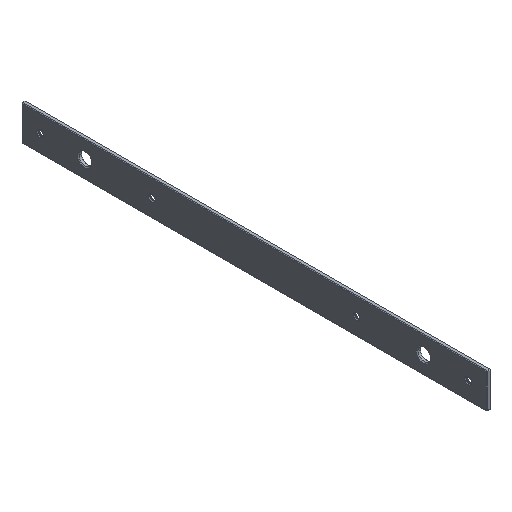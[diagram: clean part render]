
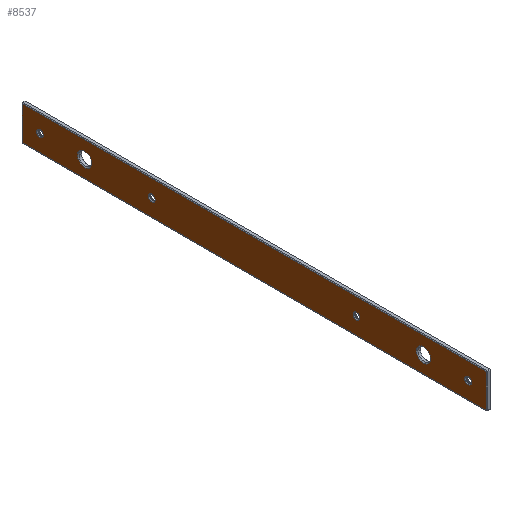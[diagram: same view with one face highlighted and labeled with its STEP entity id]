
A CAD part, isometric view. The second image highlights one B-rep face of the part: STEP entity #8537.
In plain terms, the highlighted planar face has unit normal (-1, 0, 0).
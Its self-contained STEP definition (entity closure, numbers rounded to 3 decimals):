
#1720=DIRECTION('',(0.,1.,0.));
#1721=VECTOR('',#1720,593.);
#1722=CARTESIAN_POINT('',(273.,-296.5,-161.5));
#1723=LINE('',#1722,#1721);
#1755=DIRECTION('',(0.,0.,1.));
#1756=VECTOR('',#1755,43.);
#1757=CARTESIAN_POINT('',(273.,296.5,-161.5));
#1758=LINE('',#1757,#1756);
#1895=DIRECTION('',(0.,0.,-1.));
#1896=VECTOR('',#1895,43.);
#1897=CARTESIAN_POINT('',(273.,-296.5,-118.5));
#1898=LINE('',#1897,#1896);
#1909=CARTESIAN_POINT('',(273.,273.5,-140.));
#1910=DIRECTION('',(1.,0.,0.));
#1911=DIRECTION('',(0.,0.,1.));
#1912=AXIS2_PLACEMENT_3D('',#1909,#1910,#1911);
#1917=CARTESIAN_POINT('',(273.,273.5,-140.));
#1918=DIRECTION('',(1.,0.,0.));
#1919=DIRECTION('',(0.,0.,-1.));
#1920=AXIS2_PLACEMENT_3D('',#1917,#1918,#1919);
#1925=CARTESIAN_POINT('',(273.,-273.5,-140.));
#1926=DIRECTION('',(1.,0.,0.));
#1927=DIRECTION('',(0.,0.,1.));
#1928=AXIS2_PLACEMENT_3D('',#1925,#1926,#1927);
#1933=CARTESIAN_POINT('',(273.,-273.5,-140.));
#1934=DIRECTION('',(1.,0.,0.));
#1935=DIRECTION('',(0.,0.,-1.));
#1936=AXIS2_PLACEMENT_3D('',#1933,#1934,#1935);
#1941=CARTESIAN_POINT('',(273.,-130.75,-140.));
#1942=DIRECTION('',(1.,0.,0.));
#1943=DIRECTION('',(0.,0.,1.));
#1944=AXIS2_PLACEMENT_3D('',#1941,#1942,#1943);
#1949=CARTESIAN_POINT('',(273.,-130.75,-140.));
#1950=DIRECTION('',(1.,0.,0.));
#1951=DIRECTION('',(0.,0.,-1.));
#1952=AXIS2_PLACEMENT_3D('',#1949,#1950,#1951);
#1957=CARTESIAN_POINT('',(273.,130.75,-140.));
#1958=DIRECTION('',(1.,0.,0.));
#1959=DIRECTION('',(0.,0.,1.));
#1960=AXIS2_PLACEMENT_3D('',#1957,#1958,#1959);
#1965=CARTESIAN_POINT('',(273.,130.75,-140.));
#1966=DIRECTION('',(1.,0.,0.));
#1967=DIRECTION('',(0.,0.,-1.));
#1968=AXIS2_PLACEMENT_3D('',#1965,#1966,#1967);
#1973=CARTESIAN_POINT('',(273.,216.5,-140.));
#1974=DIRECTION('',(1.,0.,0.));
#1975=DIRECTION('',(0.,0.,1.));
#1976=AXIS2_PLACEMENT_3D('',#1973,#1974,#1975);
#1981=CARTESIAN_POINT('',(273.,216.5,-140.));
#1982=DIRECTION('',(1.,0.,0.));
#1983=DIRECTION('',(0.,0.,-1.));
#1984=AXIS2_PLACEMENT_3D('',#1981,#1982,#1983);
#1989=CARTESIAN_POINT('',(273.,-216.5,-140.));
#1990=DIRECTION('',(1.,0.,0.));
#1991=DIRECTION('',(0.,0.,1.));
#1992=AXIS2_PLACEMENT_3D('',#1989,#1990,#1991);
#1997=CARTESIAN_POINT('',(273.,-216.5,-140.));
#1998=DIRECTION('',(1.,0.,0.));
#1999=DIRECTION('',(0.,0.,-1.));
#2000=AXIS2_PLACEMENT_3D('',#1997,#1998,#1999);
#2005=DIRECTION('',(0.,-1.,0.));
#2006=VECTOR('',#2005,593.);
#2007=CARTESIAN_POINT('',(273.,296.5,-118.5));
#2008=LINE('',#2007,#2006);
#6829=CARTESIAN_POINT('',(273.,-296.5,-118.5));
#6830=CARTESIAN_POINT('',(273.,-296.5,-161.5));
#6831=VERTEX_POINT('',#6829);
#6832=VERTEX_POINT('',#6830);
#6833=CARTESIAN_POINT('',(273.,296.5,-118.5));
#6834=VERTEX_POINT('',#6833);
#6835=CARTESIAN_POINT('',(273.,296.5,-161.5));
#6836=VERTEX_POINT('',#6835);
#7331=CARTESIAN_POINT('',(273.,273.5,-135.7));
#7332=VERTEX_POINT('',#7331);
#7333=CARTESIAN_POINT('',(273.,273.5,-144.3));
#7334=VERTEX_POINT('',#7333);
#7343=CARTESIAN_POINT('',(273.,-273.5,-135.7));
#7344=VERTEX_POINT('',#7343);
#7345=CARTESIAN_POINT('',(273.,-273.5,-144.3));
#7346=VERTEX_POINT('',#7345);
#7355=CARTESIAN_POINT('',(273.,-130.75,-135.7));
#7356=VERTEX_POINT('',#7355);
#7357=CARTESIAN_POINT('',(273.,-130.75,-144.3));
#7358=VERTEX_POINT('',#7357);
#7367=CARTESIAN_POINT('',(273.,130.75,-135.7));
#7368=VERTEX_POINT('',#7367);
#7369=CARTESIAN_POINT('',(273.,130.75,-144.3));
#7370=VERTEX_POINT('',#7369);
#7372=CARTESIAN_POINT('',(273.,216.5,-131.));
#7374=VERTEX_POINT('',#7372);
#7376=CARTESIAN_POINT('',(273.,216.5,-149.));
#7378=VERTEX_POINT('',#7376);
#7388=CARTESIAN_POINT('',(273.,-216.5,-131.));
#7390=VERTEX_POINT('',#7388);
#7392=CARTESIAN_POINT('',(273.,-216.5,-149.));
#7394=VERTEX_POINT('',#7392);
#8489=CARTESIAN_POINT('',(273.,-142.,-117.));
#8490=DIRECTION('',(-1.,0.,0.));
#8491=DIRECTION('',(0.,0.,1.));
#8492=AXIS2_PLACEMENT_3D('',#8489,#8490,#8491);
#8493=PLANE('',#8492);
#8494=ORIENTED_EDGE('',*,*,#8475,.T.);
#8495=ORIENTED_EDGE('',*,*,#8214,.T.);
#8496=ORIENTED_EDGE('',*,*,#8298,.T.);
#8498=ORIENTED_EDGE('',*,*,#8497,.T.);
#8499=EDGE_LOOP('',(#8494,#8495,#8496,#8498));
#8500=FACE_OUTER_BOUND('',#8499,.F.);
#8502=ORIENTED_EDGE('',*,*,#8501,.F.);
#8504=ORIENTED_EDGE('',*,*,#8503,.F.);
#8505=EDGE_LOOP('',(#8502,#8504));
#8506=FACE_BOUND('',#8505,.F.);
#8508=ORIENTED_EDGE('',*,*,#8507,.F.);
#8510=ORIENTED_EDGE('',*,*,#8509,.F.);
#8511=EDGE_LOOP('',(#8508,#8510));
#8512=FACE_BOUND('',#8511,.F.);
#8514=ORIENTED_EDGE('',*,*,#8513,.F.);
#8516=ORIENTED_EDGE('',*,*,#8515,.F.);
#8517=EDGE_LOOP('',(#8514,#8516));
#8518=FACE_BOUND('',#8517,.F.);
#8520=ORIENTED_EDGE('',*,*,#8519,.F.);
#8522=ORIENTED_EDGE('',*,*,#8521,.F.);
#8523=EDGE_LOOP('',(#8520,#8522));
#8524=FACE_BOUND('',#8523,.F.);
#8526=ORIENTED_EDGE('',*,*,#8525,.F.);
#8528=ORIENTED_EDGE('',*,*,#8527,.F.);
#8529=EDGE_LOOP('',(#8526,#8528));
#8530=FACE_BOUND('',#8529,.F.);
#8532=ORIENTED_EDGE('',*,*,#8531,.F.);
#8534=ORIENTED_EDGE('',*,*,#8533,.F.);
#8535=EDGE_LOOP('',(#8532,#8534));
#8536=FACE_BOUND('',#8535,.F.);
#1913=CIRCLE('',#1912,4.3);
#1921=CIRCLE('',#1920,4.3);
#1929=CIRCLE('',#1928,4.3);
#1937=CIRCLE('',#1936,4.3);
#1945=CIRCLE('',#1944,4.3);
#1953=CIRCLE('',#1952,4.3);
#1961=CIRCLE('',#1960,4.3);
#1969=CIRCLE('',#1968,4.3);
#1977=CIRCLE('',#1976,9.);
#1985=CIRCLE('',#1984,9.);
#1993=CIRCLE('',#1992,9.);
#2001=CIRCLE('',#2000,9.);
#8214=EDGE_CURVE('',#6832,#6836,#1723,.T.);
#8298=EDGE_CURVE('',#6836,#6834,#1758,.T.);
#8475=EDGE_CURVE('',#6831,#6832,#1898,.T.);
#8497=EDGE_CURVE('',#6834,#6831,#2008,.T.);
#8501=EDGE_CURVE('',#7332,#7334,#1913,.T.);
#8503=EDGE_CURVE('',#7334,#7332,#1921,.T.);
#8507=EDGE_CURVE('',#7344,#7346,#1929,.T.);
#8509=EDGE_CURVE('',#7346,#7344,#1937,.T.);
#8513=EDGE_CURVE('',#7356,#7358,#1945,.T.);
#8515=EDGE_CURVE('',#7358,#7356,#1953,.T.);
#8519=EDGE_CURVE('',#7368,#7370,#1961,.T.);
#8521=EDGE_CURVE('',#7370,#7368,#1969,.T.);
#8525=EDGE_CURVE('',#7374,#7378,#1977,.T.);
#8527=EDGE_CURVE('',#7378,#7374,#1985,.T.);
#8531=EDGE_CURVE('',#7390,#7394,#1993,.T.);
#8533=EDGE_CURVE('',#7394,#7390,#2001,.T.);
#8537=ADVANCED_FACE('',(#8500,#8506,#8512,#8518,#8524,#8530,#8536),#8493,.T.);
